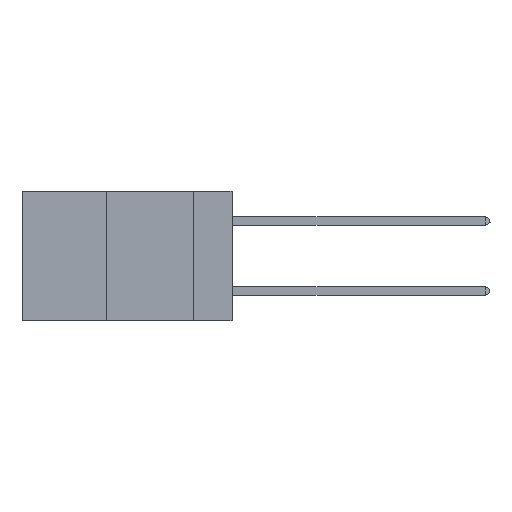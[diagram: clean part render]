
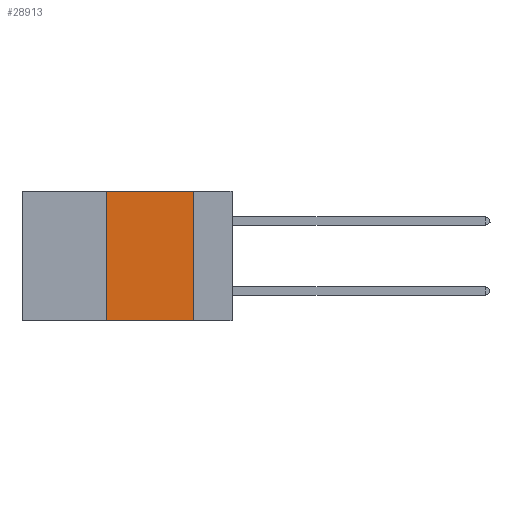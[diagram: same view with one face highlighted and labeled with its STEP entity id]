
A CAD part, left-side view. The second image highlights one B-rep face of the part: STEP entity #28913.
In plain terms, the highlighted planar face has unit normal (-1, 0, 0).
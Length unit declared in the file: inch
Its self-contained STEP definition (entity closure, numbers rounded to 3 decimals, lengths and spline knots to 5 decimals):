
#629 = EDGE_CURVE ( 'NONE', #18394, #7371, #31005, .T. ) ;
#2125 = VECTOR ( 'NONE', #16178, 39.37008 ) ;
#2532 = VERTEX_POINT ( 'NONE', #27273 ) ;
#3412 = VERTEX_POINT ( 'NONE', #4565 ) ;
#3611 = DIRECTION ( 'NONE',  ( 1., 0., 0. ) ) ;
#3821 = CARTESIAN_POINT ( 'NONE',  ( 0., 0.36, 0. ) ) ;
#3994 = EDGE_CURVE ( 'NONE', #18394, #2532, #12527, .T. ) ;
#4205 = DIRECTION ( 'NONE',  ( 0., -1., 0. ) ) ;
#4565 = CARTESIAN_POINT ( 'NONE',  ( 0., 0.11, 0. ) ) ;
#5963 = CARTESIAN_POINT ( 'NONE',  ( 0., 0.6, 0. ) ) ;
#7371 = VERTEX_POINT ( 'NONE', #15820 ) ;
#8158 = ORIENTED_EDGE ( 'NONE', *, *, #3994, .T. ) ;
#11157 = EDGE_CURVE ( 'NONE', #7371, #3412, #27023, .T. ) ;
#12527 = LINE ( 'NONE', #30676, #16889 ) ;
#14346 = VECTOR ( 'NONE', #25416, 39.37008 ) ;
#15036 = DIRECTION ( 'NONE',  ( 0., -1., 0. ) ) ;
#15255 = LINE ( 'NONE', #23079, #14346 ) ;
#15820 = CARTESIAN_POINT ( 'NONE',  ( 0., 0.36, 0. ) ) ;
#15969 = PLANE ( 'NONE',  #23361 ) ;
#16178 = DIRECTION ( 'NONE',  ( 0., 0., 1. ) ) ;
#16889 = VECTOR ( 'NONE', #15036, 39.37008 ) ;
#18394 = VERTEX_POINT ( 'NONE', #28404 ) ;
#20566 = ORIENTED_EDGE ( 'NONE', *, *, #11157, .F. ) ;
#23079 = CARTESIAN_POINT ( 'NONE',  ( 0., 0.11, 0. ) ) ;
#23361 = AXIS2_PLACEMENT_3D ( 'NONE', #5963, #3611, #28928 ) ;
#23431 = ORIENTED_EDGE ( 'NONE', *, *, #32121, .F. ) ;
#24588 = VECTOR ( 'NONE', #4205, 39.37008 ) ;
#25416 = DIRECTION ( 'NONE',  ( 0., 0., -1. ) ) ;
#27023 = LINE ( 'NONE', #27520, #24588 ) ;
#27273 = CARTESIAN_POINT ( 'NONE',  ( 0., 0.11, -0.37 ) ) ;
#27520 = CARTESIAN_POINT ( 'NONE',  ( 0., 0.6, 0. ) ) ;
#28404 = CARTESIAN_POINT ( 'NONE',  ( 0., 0.36, -0.37 ) ) ;
#28764 = FACE_OUTER_BOUND ( 'NONE', #29096, .T. ) ;
#28913 = ADVANCED_FACE ( 'NONE', ( #28764 ), #15969, .F. ) ;
#28928 = DIRECTION ( 'NONE',  ( 0., 0., -1. ) ) ;
#29096 = EDGE_LOOP ( 'NONE', ( #23431, #20566, #32074, #8158 ) ) ;
#30676 = CARTESIAN_POINT ( 'NONE',  ( 0., 0.6, -0.37 ) ) ;
#31005 = LINE ( 'NONE', #3821, #2125 ) ;
#32074 = ORIENTED_EDGE ( 'NONE', *, *, #629, .F. ) ;
#32121 = EDGE_CURVE ( 'NONE', #3412, #2532, #15255, .T. ) ;
